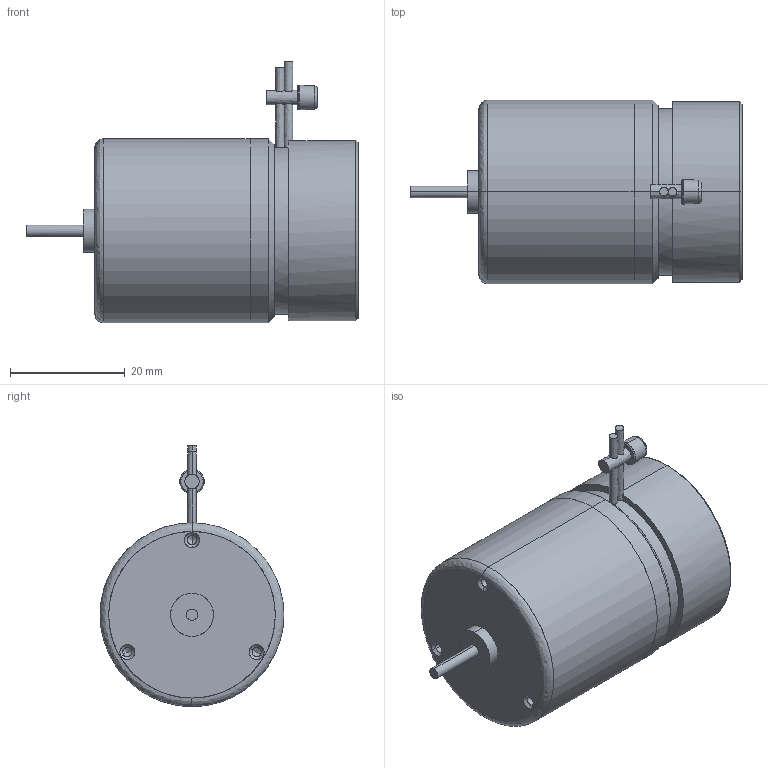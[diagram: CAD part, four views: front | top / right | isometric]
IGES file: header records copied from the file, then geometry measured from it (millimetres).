
Start section: ACIS data in IGES format
Global section: file name: Unknown; native system: ACIS; preprocessor: *IGES writer V5.2; author: unknown author; organization: unknown organization; date: 20140910.142734; units: millimetre
Bounding box: 57.8 x 32 x 45.5 mm (x, y, z)
Surface area: 6616.7 mm2 (no closed solid volume)
Topology: 0 solids, 0 shells, 75 faces, 476 edges, 469 vertices
Faces by surface type: bspline 75
